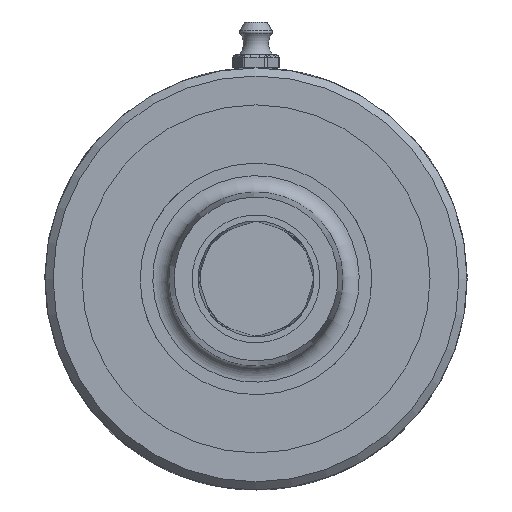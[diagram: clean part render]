
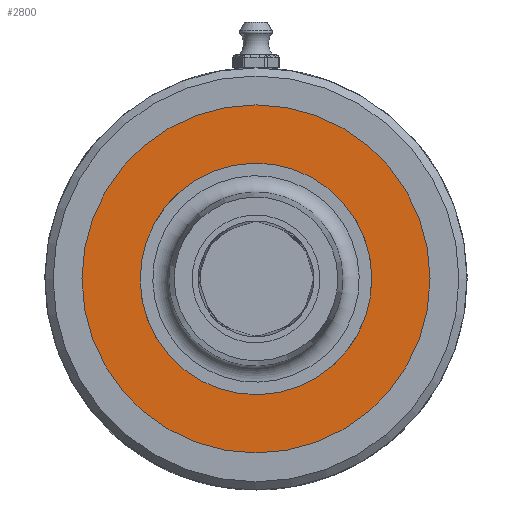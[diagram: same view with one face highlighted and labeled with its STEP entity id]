
A CAD part, left-side view. The second image highlights one B-rep face of the part: STEP entity #2800.
In plain terms, the highlighted free-form (B-spline) face has degree [1, 1] with [2, 2] control points.
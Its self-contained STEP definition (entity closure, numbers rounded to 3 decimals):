
#2613=CARTESIAN_POINT('',(5.0,3.339,-22.403));
#2614=VERTEX_POINT('',#2613);
#2615=CARTESIAN_POINT('',(5.0,0.0,0.0));
#2616=DIRECTION('',(1.0,0.0,0.0));
#2617=DIRECTION('',(0.0,-0.147,0.989));
#2618=AXIS2_PLACEMENT_3D('',#2615,#2616,#2617);
#2619=CIRCLE('',#2618,22.65);
#2620=EDGE_CURVE('',#2614,#2614,#2619,.T.);
#2781=CARTESIAN_POINT('',(5.,34.05,34.05));
#2782=CARTESIAN_POINT('',(5.,-34.05,34.05));
#2783=CARTESIAN_POINT('',(5.,34.05,-34.05));
#2784=CARTESIAN_POINT('',(5.,-34.05,-34.05));
#2785=B_SPLINE_SURFACE_WITH_KNOTS('',1,1,((#2781,#2783),(#2782,#2784)),.UNSPECIFIED.,.F.,.F.,.U.,(2,2),(2,2),(0.0,68.1),(0.0,68.1),.UNSPECIFIED.);
#2786=CARTESIAN_POINT('',(5.,-34.05,0.0));
#2787=VERTEX_POINT('',#2786);
#2788=CARTESIAN_POINT('',(5.,0.0,0.0));
#2789=DIRECTION('',(-1.0,0.0,0.0));
#2790=DIRECTION('',(0.0,-1.0,0.0));
#2791=AXIS2_PLACEMENT_3D('',#2788,#2789,#2790);
#2792=CIRCLE('',#2791,34.05);
#2793=EDGE_CURVE('',#2787,#2787,#2792,.T.);
#2794=ORIENTED_EDGE('',*,*,#2793,.T.);
#2795=EDGE_LOOP('',(#2794));
#2796=FACE_OUTER_BOUND('',#2795,.T.);
#2797=ORIENTED_EDGE('',*,*,#2620,.T.);
#2798=EDGE_LOOP('',(#2797));
#2799=FACE_BOUND('',#2798,.T.);
#2800=ADVANCED_FACE('',(#2796,#2799),#2785,.F.);
